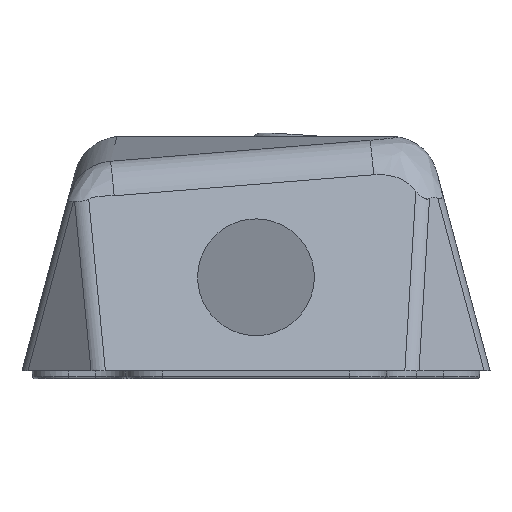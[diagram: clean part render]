
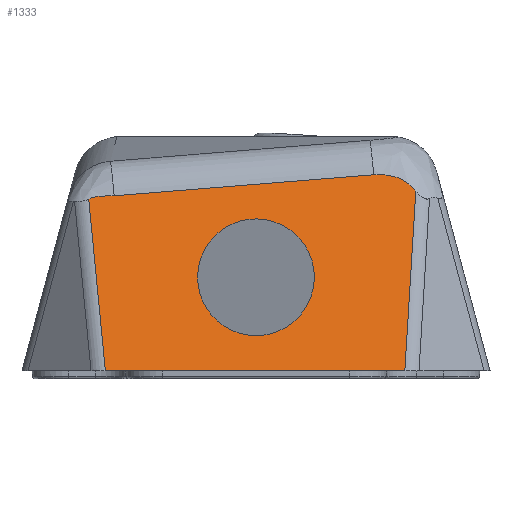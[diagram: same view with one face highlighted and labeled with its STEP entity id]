
A CAD part, front view. The second image highlights one B-rep face of the part: STEP entity #1333.
In plain terms, the highlighted planar face has unit normal (0, -0.966, 0.259).
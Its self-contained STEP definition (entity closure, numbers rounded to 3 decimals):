
#155 = VERTEX_POINT('',#156);
#156 = CARTESIAN_POINT('',(23.9,-60.294,
    34.899));
#210 = EDGE_CURVE('',#211,#155,#213,.T.);
#211 = VERTEX_POINT('',#212);
#212 = CARTESIAN_POINT('',(17.601,-59.643,
    37.328));
#213 = B_SPLINE_CURVE_WITH_KNOTS('',9,(#214,#215,#216,#217,#218,#219,
    #220,#221,#222,#223),.UNSPECIFIED.,.F.,.F.,(10,10),(0.,1.),
  .PIECEWISE_BEZIER_KNOTS.);
#214 = CARTESIAN_POINT('',(17.601,-59.643,
    37.328));
#215 = CARTESIAN_POINT('',(18.803,-59.617,
    37.425));
#216 = CARTESIAN_POINT('',(20.019,-59.632,
    37.371));
#217 = CARTESIAN_POINT('',(21.228,-59.698,
    37.123));
#218 = CARTESIAN_POINT('',(22.387,-59.826,
    36.646));
#219 = CARTESIAN_POINT('',(23.431,-60.022,
    35.915));
#220 = CARTESIAN_POINT('',(24.252,-60.282,
    34.943));
#221 = CARTESIAN_POINT('',(24.776,-60.583,33.821)
  );
#222 = CARTESIAN_POINT('',(24.992,-60.899,
    32.641));
#223 = CARTESIAN_POINT('',(24.921,-61.211,
    31.478));
#914 = VERTEX_POINT('',#915);
#915 = CARTESIAN_POINT('',(-22.535,-67.501,8.));
#922 = EDGE_CURVE('',#914,#923,#925,.T.);
#923 = VERTEX_POINT('',#924);
#924 = CARTESIAN_POINT('',(22.261,-67.501,8.));
#925 = LINE('',#926,#927);
#926 = CARTESIAN_POINT('',(50.,-67.501,8.));
#927 = VECTOR('',#928,1.);
#928 = DIRECTION('',(1.,0.,0.));
#1197 = EDGE_CURVE('',#155,#923,#1198,.T.);
#1198 = LINE('',#1199,#1200);
#1199 = CARTESIAN_POINT('',(23.696,-61.192,
    31.547));
#1200 = VECTOR('',#1201,1.);
#1201 = DIRECTION('',(-0.059,-0.258,
    -0.964));
#1311 = VERTEX_POINT('',#1312);
#1312 = CARTESIAN_POINT('',(-21.222,-60.484,
    34.19));
#1323 = EDGE_CURVE('',#1311,#211,#1324,.T.);
#1324 = LINE('',#1325,#1326);
#1325 = CARTESIAN_POINT('',(-26.325,-60.594,
    33.778));
#1326 = VECTOR('',#1327,1.);
#1327 = DIRECTION('',(0.997,0.022,0.081
    ));
#1333 = ADVANCED_FACE('',(#1334,#1361),#1372,.F.);
#1334 = FACE_BOUND('',#1335,.F.);
#1335 = EDGE_LOOP('',(#1336,#1344,#1357,#1358,#1359,#1360));
#1336 = ORIENTED_EDGE('',*,*,#1337,.T.);
#1337 = EDGE_CURVE('',#914,#1338,#1340,.T.);
#1338 = VERTEX_POINT('',#1339);
#1339 = CARTESIAN_POINT('',(-25.019,-60.627,
    33.654));
#1340 = LINE('',#1341,#1342);
#1341 = CARTESIAN_POINT('',(-21.771,-69.615,
    0.111));
#1342 = VECTOR('',#1343,1.);
#1343 = DIRECTION('',(-0.093,0.258,0.962)
  );
#1344 = ORIENTED_EDGE('',*,*,#1345,.F.);
#1345 = EDGE_CURVE('',#1311,#1338,#1346,.T.);
#1346 = B_SPLINE_CURVE_WITH_KNOTS('',9,(#1347,#1348,#1349,#1350,#1351,
    #1352,#1353,#1354,#1355,#1356),.UNSPECIFIED.,.F.,.F.,(10,10),(0.,1.)
  ,.PIECEWISE_BEZIER_KNOTS.);
#1347 = CARTESIAN_POINT('',(-21.222,-60.484,
    34.19));
#1348 = CARTESIAN_POINT('',(-21.913,-60.499,
    34.134));
#1349 = CARTESIAN_POINT('',(-22.61,-60.494,
    34.153));
#1350 = CARTESIAN_POINT('',(-23.295,-60.484,
    34.189));
#1351 = CARTESIAN_POINT('',(-23.998,-60.493,
    34.155));
#1352 = CARTESIAN_POINT('',(-24.683,-60.523,
    34.044));
#1353 = CARTESIAN_POINT('',(-25.411,-60.612,
    33.713));
#1354 = CARTESIAN_POINT('',(-25.928,-60.771,
    33.117));
#1355 = CARTESIAN_POINT('',(-26.143,-60.957,
    32.426));
#1356 = CARTESIAN_POINT('',(-26.079,-61.135,
    31.759));
#1357 = ORIENTED_EDGE('',*,*,#1323,.T.);
#1358 = ORIENTED_EDGE('',*,*,#210,.T.);
#1359 = ORIENTED_EDGE('',*,*,#1197,.T.);
#1360 = ORIENTED_EDGE('',*,*,#922,.F.);
#1361 = FACE_BOUND('',#1362,.F.);
#1362 = EDGE_LOOP('',(#1363));
#1363 = ORIENTED_EDGE('',*,*,#1364,.F.);
#1364 = EDGE_CURVE('',#1365,#1365,#1367,.T.);
#1365 = VERTEX_POINT('',#1366);
#1366 = CARTESIAN_POINT('',(8.73,-63.75,22.));
#1367 = ELLIPSE('',#1368,9.038,8.73);
#1368 = AXIS2_PLACEMENT_3D('',#1369,#1370,#1371);
#1369 = CARTESIAN_POINT('',(0.,-63.75,22.));
#1370 = DIRECTION('',(0.,0.966,-0.259)
  );
#1371 = DIRECTION('',(0.,0.259,0.966)
  );
#1372 = PLANE('',#1373);
#1373 = AXIS2_PLACEMENT_3D('',#1374,#1375,#1376);
#1374 = CARTESIAN_POINT('',(100.,-69.645,0.));
#1375 = DIRECTION('',(0.,0.966,-0.259)
  );
#1376 = DIRECTION('',(0.,0.259,0.966)
  );
